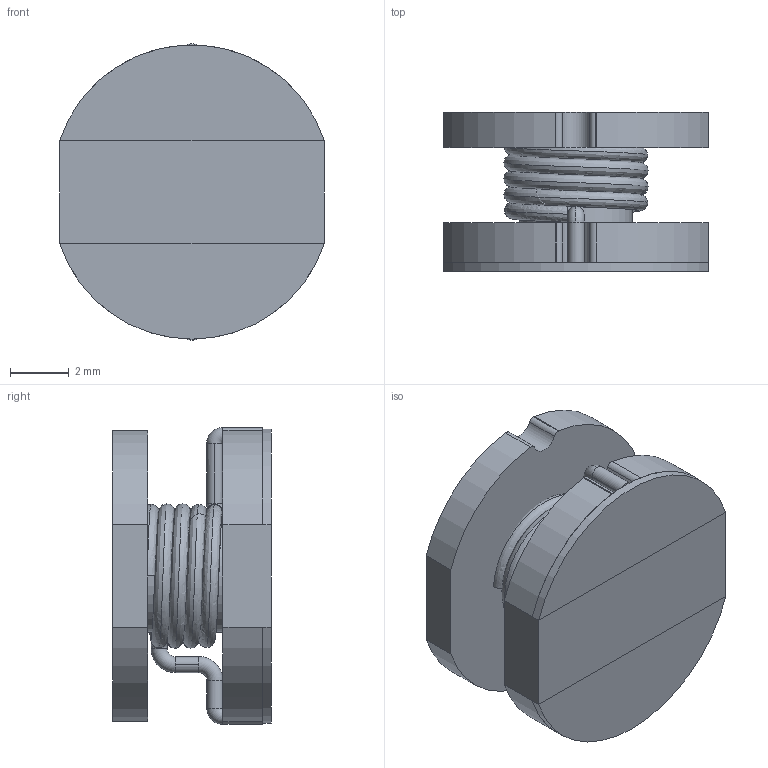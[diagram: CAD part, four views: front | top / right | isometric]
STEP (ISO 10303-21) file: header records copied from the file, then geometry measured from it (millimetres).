
FILE_DESCRIPTION (( 'STEP AP214' ), '1' );
FILE_NAME ('744776147.STEP', '2022-09-07T09:50:59', ( '' ), ( '' ), 'SwSTEP 2.0', 'SolidWorks 2018', '' );
FILE_SCHEMA (( 'AUTOMOTIVE_DESIGN' ));
Length unit declared in the file: millimetre
Products named in the file (1): 744776147
Bounding box: 9 x 5.4 x 10.09 mm (x, y, z)
Volume: 260.8 mm3; surface area: 678.5 mm2
Topology: 5 solids, 5 shells, 187 faces, 508 edges, 339 vertices
Faces by surface type: plane 106, cylinder 41, bspline 32, torus 8
Entity records: 14243 total; most frequent: CARTESIAN_POINT 7907, ORIENTED_EDGE 1008, DIRECTION 676, EDGE_CURVE 504, VERTEX_POINT 338, AXIS2_PLACEMENT_3D 254, EDGE_LOOP 204, B_SPLINE_CURVE_WITH_KNOTS 202
